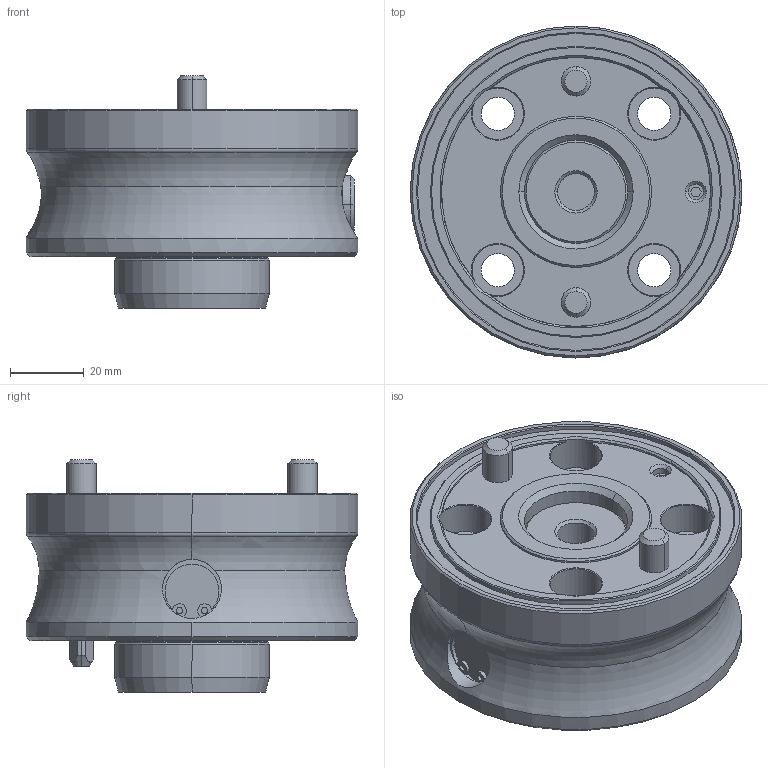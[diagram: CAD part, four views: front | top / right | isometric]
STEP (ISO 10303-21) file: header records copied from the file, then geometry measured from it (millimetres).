
FILE_DESCRIPTION (( 'STEP AP203' ), '1' );
FILE_NAME ('cp125-09001.STEP', '2021-10-25T23:50:43', ( '' ), ( '' ), 'SwSTEP 2.0', 'SolidWorks 2020', '' );
FILE_SCHEMA (( 'CONFIG_CONTROL_DESIGN' ));
Length unit declared in the file: millimetre
Products named in the file (3): cp125-09001; cp125-09001_01; cp125-09001_02
Assembly tree (2 placements, depth 2):
  cp125-09001
    cp125-09001_01
    cp125-09001_02
Bounding box: 90 x 90 x 63 mm (x, y, z)
Volume: 222451.1 mm3; surface area: 36266 mm2
Topology: 2 solids, 4 shells, 275 faces, 668 edges, 406 vertices
Faces by surface type: cone 107, cylinder 96, plane 61, torus 11
Entity records: 8688 total; most frequent: CARTESIAN_POINT 1882, DIRECTION 1469, ORIENTED_EDGE 1304, EDGE_CURVE 652, AXIS2_PLACEMENT_3D 613, VERTEX_POINT 406, CIRCLE 333, EDGE_LOOP 308
